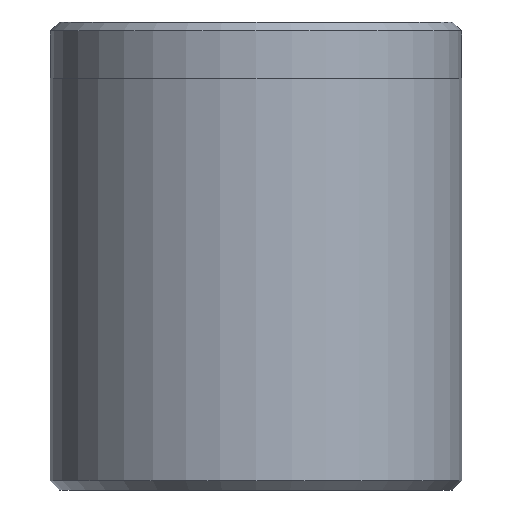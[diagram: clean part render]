
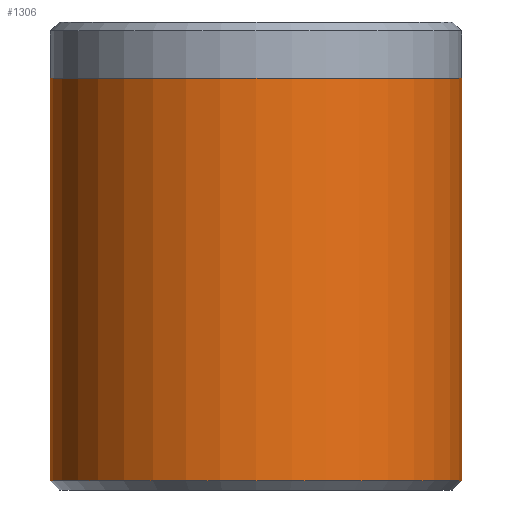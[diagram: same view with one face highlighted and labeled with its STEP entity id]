
A CAD part, front view. The second image highlights one B-rep face of the part: STEP entity #1306.
In plain terms, the highlighted cylindrical face has radius 11 mm (diameter 22 mm), a partial arc.
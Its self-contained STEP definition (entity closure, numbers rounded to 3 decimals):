
#72 = AXIS2_PLACEMENT_3D ( 'NONE', #716, #1245, #1641 ) ;
#98 = ORIENTED_EDGE ( 'NONE', *, *, #571, .F. ) ;
#214 = VERTEX_POINT ( 'NONE', #1685 ) ;
#218 = ORIENTED_EDGE ( 'NONE', *, *, #798, .T. ) ;
#292 = CIRCLE ( 'NONE', #348, 11. ) ;
#348 = AXIS2_PLACEMENT_3D ( 'NONE', #1319, #511, #1446 ) ;
#387 = FACE_OUTER_BOUND ( 'NONE', #918, .T. ) ;
#389 = AXIS2_PLACEMENT_3D ( 'NONE', #1179, #1425, #1419 ) ;
#511 = DIRECTION ( 'NONE',  ( 0., 0., 1. ) ) ;
#546 = LINE ( 'NONE', #569, #1518 ) ;
#569 = CARTESIAN_POINT ( 'NONE',  ( 11., 0., 25. ) ) ;
#571 = EDGE_CURVE ( 'NONE', #214, #936, #1362, .T. ) ;
#636 = CARTESIAN_POINT ( 'NONE',  ( -11., 0., 0.5 ) ) ;
#692 = CARTESIAN_POINT ( 'NONE',  ( 11., 0., 22. ) ) ;
#706 = DIRECTION ( 'NONE',  ( 0., 0., -1. ) ) ;
#715 = CYLINDRICAL_SURFACE ( 'NONE', #72, 11. ) ;
#716 = CARTESIAN_POINT ( 'NONE',  ( 0., 0., 25. ) ) ;
#798 = EDGE_CURVE ( 'NONE', #1450, #915, #292, .T. ) ;
#915 = VERTEX_POINT ( 'NONE', #1348 ) ;
#918 = EDGE_LOOP ( 'NONE', ( #1490, #98, #1600, #218 ) ) ;
#921 = LINE ( 'NONE', #1216, #1585 ) ;
#936 = VERTEX_POINT ( 'NONE', #692 ) ;
#963 = EDGE_CURVE ( 'NONE', #936, #915, #546, .T. ) ;
#1179 = CARTESIAN_POINT ( 'NONE',  ( 0., 0., 22. ) ) ;
#1216 = CARTESIAN_POINT ( 'NONE',  ( -11., 0., 25. ) ) ;
#1245 = DIRECTION ( 'NONE',  ( 0., 0., -1. ) ) ;
#1306 = ADVANCED_FACE ( 'NONE', ( #387 ), #715, .T. ) ;
#1319 = CARTESIAN_POINT ( 'NONE',  ( 0., 0., 0.5 ) ) ;
#1348 = CARTESIAN_POINT ( 'NONE',  ( 11., 0., 0.5 ) ) ;
#1362 = CIRCLE ( 'NONE', #389, 11. ) ;
#1419 = DIRECTION ( 'NONE',  ( 1., 0., 0. ) ) ;
#1425 = DIRECTION ( 'NONE',  ( 0., 0., 1. ) ) ;
#1446 = DIRECTION ( 'NONE',  ( 1., 0., 0. ) ) ;
#1450 = VERTEX_POINT ( 'NONE', #636 ) ;
#1490 = ORIENTED_EDGE ( 'NONE', *, *, #963, .F. ) ;
#1518 = VECTOR ( 'NONE', #706, 1000. ) ;
#1585 = VECTOR ( 'NONE', #1748, 1000. ) ;
#1600 = ORIENTED_EDGE ( 'NONE', *, *, #1672, .T. ) ;
#1641 = DIRECTION ( 'NONE',  ( -1., 0., 0. ) ) ;
#1672 = EDGE_CURVE ( 'NONE', #214, #1450, #921, .T. ) ;
#1685 = CARTESIAN_POINT ( 'NONE',  ( -11., 0., 22. ) ) ;
#1748 = DIRECTION ( 'NONE',  ( 0., 0., -1. ) ) ;
